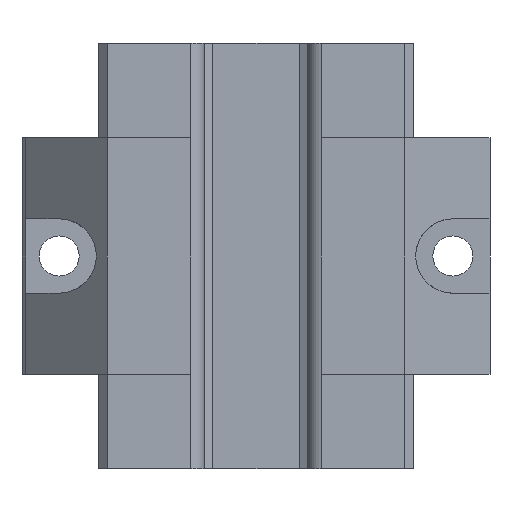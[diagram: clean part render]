
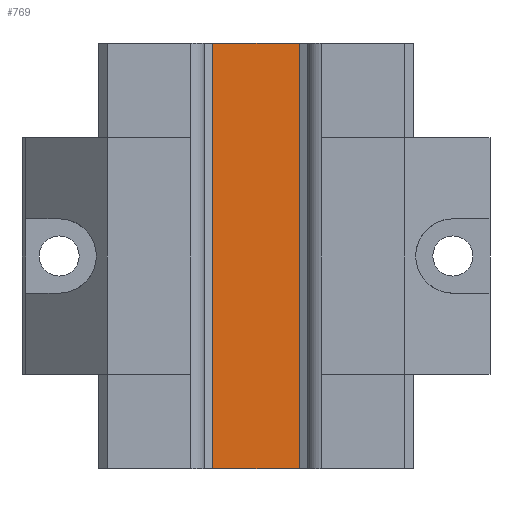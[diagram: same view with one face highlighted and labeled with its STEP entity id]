
A CAD part, front view. The second image highlights one B-rep face of the part: STEP entity #769.
In plain terms, the highlighted planar face has unit normal (0, -1, 0).
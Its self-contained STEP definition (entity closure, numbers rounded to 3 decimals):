
#769 = ADVANCED_FACE ( 'NONE', ( #5246 ), #6019, .F. ) ;
#919 = VERTEX_POINT ( 'NONE', #6395 ) ;
#920 = VERTEX_POINT ( 'NONE', #6396 ) ;
#921 = VERTEX_POINT ( 'NONE', #6397 ) ;
#922 = VERTEX_POINT ( 'NONE', #6398 ) ;
#1950 = EDGE_CURVE ( 'NONE', #920, #919, #7546, .T. ) ;
#1969 = EDGE_CURVE ( 'NONE', #921, #922, #7584, .T. ) ;
#2025 = EDGE_CURVE ( 'NONE', #922, #920, #7672, .T. ) ;
#2026 = EDGE_CURVE ( 'NONE', #921, #919, #7677, .T. ) ;
#2469 = AXIS2_PLACEMENT_3D ( 'NONE', #6018, #6021, #6022 ) ;
#3418 = ORIENTED_EDGE ( 'NONE', *, *, #2026, .T. ) ;
#3419 = ORIENTED_EDGE ( 'NONE', *, *, #1950, .F. ) ;
#3420 = ORIENTED_EDGE ( 'NONE', *, *, #2025, .F. ) ;
#3421 = ORIENTED_EDGE ( 'NONE', *, *, #1969, .F. ) ;
#4078 = EDGE_LOOP ( 'NONE', ( #3418, #3419, #3420, #3421 ) ) ;
#5246 = FACE_OUTER_BOUND ( 'NONE', #4078, .T. ) ;
#6018 = CARTESIAN_POINT ( 'NONE',  ( 9.038, -9.15, 34.38 ) ) ;
#6019 = PLANE ( 'NONE',  #2469 ) ;
#6021 = DIRECTION ( 'NONE',  ( 0., 1., 0. ) ) ;
#6022 = DIRECTION ( 'NONE',  ( 0., 0., 1. ) ) ;
#6395 = CARTESIAN_POINT ( 'NONE',  ( 9.038, -9.15, -28.65 ) ) ;
#6396 = CARTESIAN_POINT ( 'NONE',  ( 9.038, -9.15, 28.65 ) ) ;
#6397 = CARTESIAN_POINT ( 'NONE',  ( -9.038, -9.15, -28.65 ) ) ;
#6398 = CARTESIAN_POINT ( 'NONE',  ( -9.038, -9.15, 28.65 ) ) ;
#7546 = LINE ( 'NONE', #9031, #7547 ) ;
#7547 = VECTOR ( 'NONE', #9032, 1000. ) ;
#7584 = LINE ( 'NONE', #9070, #7585 ) ;
#7585 = VECTOR ( 'NONE', #9071, 1000. ) ;
#7671 = VECTOR ( 'NONE', #9562, 1000. ) ;
#7672 = LINE ( 'NONE', #9561, #7671 ) ;
#7677 = LINE ( 'NONE', #9563, #7678 ) ;
#7678 = VECTOR ( 'NONE', #9564, 1000. ) ;
#9031 = CARTESIAN_POINT ( 'NONE',  ( 9.038, -9.15, 34.38 ) ) ;
#9032 = DIRECTION ( 'NONE',  ( 0., 0., -1. ) ) ;
#9070 = CARTESIAN_POINT ( 'NONE',  ( -9.038, -9.15, 34.38 ) ) ;
#9071 = DIRECTION ( 'NONE',  ( 0., 0., 1. ) ) ;
#9561 = CARTESIAN_POINT ( 'NONE',  ( 0., -9.15, 28.65 ) ) ;
#9562 = DIRECTION ( 'NONE',  ( 1., 0., 0. ) ) ;
#9563 = CARTESIAN_POINT ( 'NONE',  ( 0., -9.15, -28.65 ) ) ;
#9564 = DIRECTION ( 'NONE',  ( 1., 0., 0. ) ) ;
